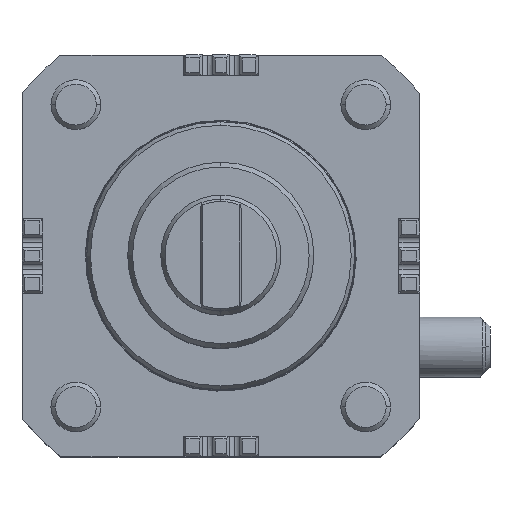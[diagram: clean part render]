
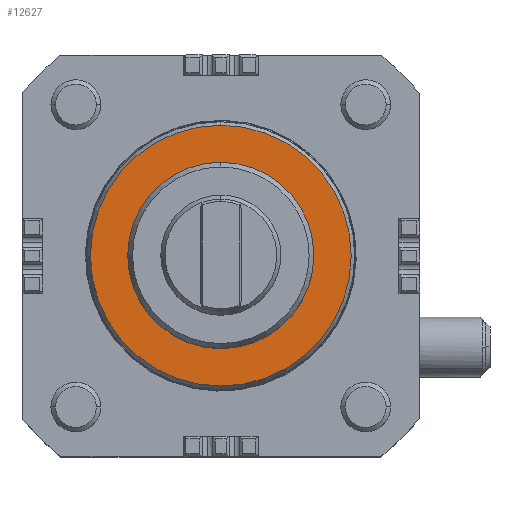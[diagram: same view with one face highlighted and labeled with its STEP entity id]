
A CAD part, top view. The second image highlights one B-rep face of the part: STEP entity #12627.
In plain terms, the highlighted planar face has unit normal (0, 0, 1).
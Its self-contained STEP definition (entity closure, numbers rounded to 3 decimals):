
#12438=CARTESIAN_POINT('',(0.,22.475,32.));
#12439=VERTEX_POINT('',#12438);
#12457=CARTESIAN_POINT('',(-0.,-22.475,32.));
#12458=VERTEX_POINT('',#12457);
#12465=CARTESIAN_POINT('',(0.,0.,32.));
#12466=DIRECTION('',(-0.,-0.,-1.));
#12467=DIRECTION('',(0.,1.,-0.));
#12468=AXIS2_PLACEMENT_3D('',#12465,#12466,#12467);
#12469=CIRCLE('',#12468,22.475);
#12470=EDGE_CURVE('',#12439,#12458,#12469,.T.);
#12569=CARTESIAN_POINT('',(-0.,-31.484,32.));
#12570=VERTEX_POINT('',#12569);
#12577=CARTESIAN_POINT('',(0.,31.484,32.));
#12578=VERTEX_POINT('',#12577);
#12579=CARTESIAN_POINT('',(0.,0.,32.));
#12580=DIRECTION('',(-0.,-0.,-1.));
#12581=DIRECTION('',(-0.,-1.,0.));
#12582=AXIS2_PLACEMENT_3D('',#12579,#12580,#12581);
#12583=CIRCLE('',#12582,31.484);
#12584=EDGE_CURVE('',#12570,#12578,#12583,.T.);
#12602=CARTESIAN_POINT('',(0.,27.413,32.));
#12603=DIRECTION('',(0.,0.,1.));
#12604=DIRECTION('',(-1.,0.,0.));
#12605=AXIS2_PLACEMENT_3D('',#12602,#12603,#12604);
#12606=PLANE('',#12605);
#12607=ORIENTED_EDGE('',*,*,#12584,.F.);
#12608=CARTESIAN_POINT('',(0.,0.,32.));
#12609=DIRECTION('',(-0.,-0.,-1.));
#12610=DIRECTION('',(-0.,-1.,0.));
#12611=AXIS2_PLACEMENT_3D('',#12608,#12609,#12610);
#12612=CIRCLE('',#12611,31.484);
#12613=EDGE_CURVE('',#12578,#12570,#12612,.T.);
#12614=ORIENTED_EDGE('',*,*,#12613,.F.);
#12615=EDGE_LOOP('',(#12607,#12614));
#12616=FACE_BOUND('',#12615,.T.);
#12617=CARTESIAN_POINT('',(0.,0.,32.));
#12618=DIRECTION('',(-0.,-0.,-1.));
#12619=DIRECTION('',(0.,1.,-0.));
#12620=AXIS2_PLACEMENT_3D('',#12617,#12618,#12619);
#12621=CIRCLE('',#12620,22.475);
#12622=EDGE_CURVE('',#12458,#12439,#12621,.T.);
#12623=ORIENTED_EDGE('',*,*,#12622,.T.);
#12624=ORIENTED_EDGE('',*,*,#12470,.T.);
#12625=EDGE_LOOP('',(#12623,#12624));
#12626=FACE_BOUND('',#12625,.T.);
#12627=ADVANCED_FACE('',(#12616,#12626),#12606,.T.);
